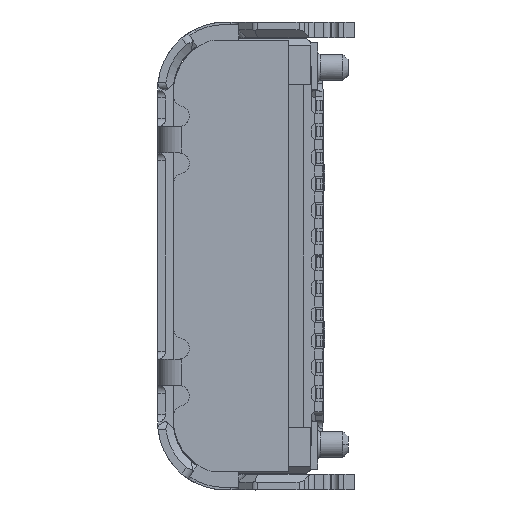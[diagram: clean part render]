
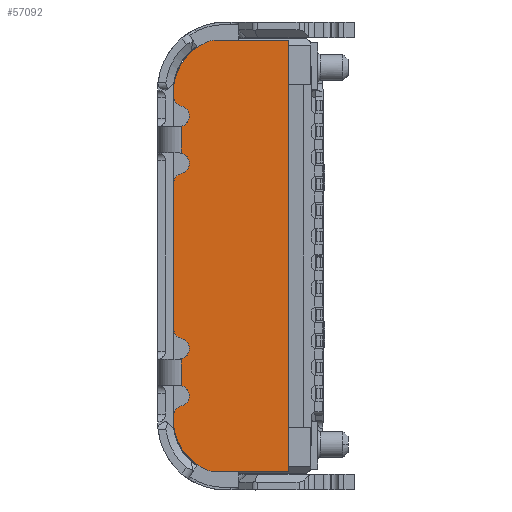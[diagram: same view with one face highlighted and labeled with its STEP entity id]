
A CAD part, front view. The second image highlights one B-rep face of the part: STEP entity #57092.
In plain terms, the highlighted planar face has unit normal (0, -1, 0).
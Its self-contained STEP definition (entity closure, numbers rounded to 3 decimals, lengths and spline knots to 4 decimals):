
#4924=DIRECTION('',(0.,0.,-1.));
#4925=VECTOR('',#4924,0.5099);
#4926=CARTESIAN_POINT('',(-0.14,6.3923,
-3.5251));
#4927=LINE('',#4926,#4925);
#20945=DIRECTION('',(0.,0.,-1.));
#20946=VECTOR('',#20945,0.5099);
#20947=CARTESIAN_POINT('',(-0.14,6.3923,
-7.9651));
#20948=LINE('',#20947,#20946);
#21019=CARTESIAN_POINT('',(-0.14,6.3923,
-7.9651));
#21220=DIRECTION('',(1.,0.,0.));
#21221=VECTOR('',#21220,1.4314);
#21222=CARTESIAN_POINT('',(0.4786,6.3923,
-10.1152));
#21223=LINE('',#21222,#21221);
#21241=DIRECTION('',(1.,0.,0.));
#21242=VECTOR('',#21241,1.4193);
#21243=CARTESIAN_POINT('',(0.4907,6.3923,
-1.88));
#21244=LINE('',#21243,#21242);
#21248=CARTESIAN_POINT('',(0.4786,6.3923,
-9.8152));
#21249=DIRECTION('',(0.,1.,0.));
#21250=DIRECTION('',(0.,0.,-1.));
#21251=AXIS2_PLACEMENT_3D('',#21248,#21249,#21250);
#21256=CARTESIAN_POINT('',(0.76,6.3923,
-9.12));
#21257=DIRECTION('',(0.,1.,0.));
#21258=DIRECTION('',(-0.375,0.,-0.927));
#21259=AXIS2_PLACEMENT_3D('',#21256,#21257,#21258);
#21264=CARTESIAN_POINT('',(-0.0842,6.3923,
-9.0573));
#21265=DIRECTION('',(0.,1.,0.));
#21266=DIRECTION('',(-1.,0.,0.));
#21267=AXIS2_PLACEMENT_3D('',#21264,#21265,#21266);
#21272=CARTESIAN_POINT('',(-0.1842,6.3923,
-8.67));
#21273=DIRECTION('',(0.,-1.,0.));
#21274=DIRECTION('',(0.25,0.,-0.968));
#21275=AXIS2_PLACEMENT_3D('',#21272,#21273,#21274);
#21280=CARTESIAN_POINT('',(-0.1842,6.3923,
-8.67));
#21281=DIRECTION('',(0.,-1.,0.));
#21282=DIRECTION('',(1.,0.,0.));
#21283=AXIS2_PLACEMENT_3D('',#21280,#21281,#21282);
#21288=CARTESIAN_POINT('',(-0.1842,6.3923,
-7.77));
#21289=DIRECTION('',(0.,-1.,0.));
#21290=DIRECTION('',(0.221,0.,-0.975));
#21291=AXIS2_PLACEMENT_3D('',#21288,#21289,#21290);
#21296=CARTESIAN_POINT('',(-0.1842,6.3923,
-7.77));
#21297=DIRECTION('',(0.,-1.,0.));
#21298=DIRECTION('',(1.,0.,0.));
#21299=AXIS2_PLACEMENT_3D('',#21296,#21297,#21298);
#21304=CARTESIAN_POINT('',(-0.0842,6.3923,
-7.3827));
#21305=DIRECTION('',(0.,1.,0.));
#21306=DIRECTION('',(-0.25,0.,-0.968));
#21307=AXIS2_PLACEMENT_3D('',#21304,#21305,#21306);
#21312=CARTESIAN_POINT('',(-0.0842,6.3923,
-4.6173));
#21313=DIRECTION('',(0.,1.,0.));
#21314=DIRECTION('',(-1.,0.,0.));
#21315=AXIS2_PLACEMENT_3D('',#21312,#21313,#21314);
#21320=CARTESIAN_POINT('',(-0.1842,6.3923,
-4.23));
#21321=DIRECTION('',(0.,-1.,0.));
#21322=DIRECTION('',(0.25,0.,-0.968));
#21323=AXIS2_PLACEMENT_3D('',#21320,#21321,#21322);
#21328=CARTESIAN_POINT('',(-0.1842,6.3923,
-4.23));
#21329=DIRECTION('',(0.,-1.,0.));
#21330=DIRECTION('',(1.,0.,0.));
#21331=AXIS2_PLACEMENT_3D('',#21328,#21329,#21330);
#21336=CARTESIAN_POINT('',(-0.1842,6.3923,
-3.33));
#21337=DIRECTION('',(0.,-1.,0.));
#21338=DIRECTION('',(0.221,0.,-0.975));
#21339=AXIS2_PLACEMENT_3D('',#21336,#21337,#21338);
#21344=CARTESIAN_POINT('',(-0.1842,6.3923,
-3.33));
#21345=DIRECTION('',(0.,-1.,0.));
#21346=DIRECTION('',(1.,0.,0.));
#21347=AXIS2_PLACEMENT_3D('',#21344,#21345,#21346);
#21352=CARTESIAN_POINT('',(-0.0842,6.3923,
-2.9427));
#21353=DIRECTION('',(0.,1.,0.));
#21354=DIRECTION('',(-0.25,0.,-0.968));
#21355=AXIS2_PLACEMENT_3D('',#21352,#21353,#21354);
#21360=CARTESIAN_POINT('',(0.76,6.3923,
-2.88));
#21361=DIRECTION('',(0.,1.,0.));
#21362=DIRECTION('',(-0.994,0.,0.105));
#21363=AXIS2_PLACEMENT_3D('',#21360,#21361,#21362);
#21368=CARTESIAN_POINT('',(0.4907,6.3923,
-2.18));
#21369=DIRECTION('',(0.,1.,0.));
#21370=DIRECTION('',(-0.359,0.,0.933));
#21371=AXIS2_PLACEMENT_3D('',#21368,#21369,#21370);
#21390=DIRECTION('',(0.,0.,1.));
#21391=VECTOR('',#21390,8.2352);
#21392=CARTESIAN_POINT('',(1.91,6.3923,
-10.1152));
#21393=LINE('',#21392,#21391);
#21425=DIRECTION('',(0.,0.,-1.));
#21426=VECTOR('',#21425,0.1732);
#21427=CARTESIAN_POINT('',(-0.2842,6.3923,
-2.7695));
#21428=LINE('',#21427,#21426);
#21446=CARTESIAN_POINT('',(-0.14,6.3923,
-3.5251));
#21598=DIRECTION('',(0.,0.,-1.));
#21599=VECTOR('',#21598,2.7654);
#21600=CARTESIAN_POINT('',(-0.2842,6.3923,
-4.6173));
#21601=LINE('',#21600,#21599);
#21661=DIRECTION('',(0.,0.,-1.));
#21662=VECTOR('',#21661,0.1732);
#21663=CARTESIAN_POINT('',(-0.2842,6.3923,
-9.0573));
#21664=LINE('',#21663,#21662);
#40404=VERTEX_POINT('',#21019);
#40405=CARTESIAN_POINT('',(-0.14,6.3923,
-8.4749));
#40406=VERTEX_POINT('',#40405);
#40416=VERTEX_POINT('',#21446);
#40417=CARTESIAN_POINT('',(-0.14,6.3923,
-4.0349));
#40418=VERTEX_POINT('',#40417);
#40462=CARTESIAN_POINT('',(0.0158,6.3923,
-8.67));
#40463=VERTEX_POINT('',#40462);
#40464=CARTESIAN_POINT('',(-0.1342,6.3923,
-8.8637));
#40465=VERTEX_POINT('',#40464);
#40502=CARTESIAN_POINT('',(0.4786,6.3923,
-10.1152));
#40503=CARTESIAN_POINT('',(1.91,6.3923,
-10.1152));
#40504=VERTEX_POINT('',#40502);
#40505=VERTEX_POINT('',#40503);
#40508=CARTESIAN_POINT('',(0.4907,6.3923,
-1.88));
#40509=CARTESIAN_POINT('',(1.91,6.3923,
-1.88));
#40510=VERTEX_POINT('',#40508);
#40511=VERTEX_POINT('',#40509);
#40512=CARTESIAN_POINT('',(0.3661,6.3923,
-10.0933));
#40513=VERTEX_POINT('',#40512);
#40514=CARTESIAN_POINT('',(-0.2842,6.3923,
-9.2305));
#40515=VERTEX_POINT('',#40514);
#40516=CARTESIAN_POINT('',(-0.2842,6.3923,
-9.0573));
#40517=VERTEX_POINT('',#40516);
#40518=CARTESIAN_POINT('',(0.0158,6.3923,
-7.77));
#40519=VERTEX_POINT('',#40518);
#40520=CARTESIAN_POINT('',(-0.1342,6.3923,
-7.5764));
#40521=VERTEX_POINT('',#40520);
#40522=CARTESIAN_POINT('',(-0.2842,6.3923,
-7.3827));
#40523=VERTEX_POINT('',#40522);
#40524=CARTESIAN_POINT('',(-0.2842,6.3923,
-4.6173));
#40525=VERTEX_POINT('',#40524);
#40526=CARTESIAN_POINT('',(-0.1342,6.3923,
-4.4237));
#40527=VERTEX_POINT('',#40526);
#40528=CARTESIAN_POINT('',(0.0158,6.3923,
-4.23));
#40529=VERTEX_POINT('',#40528);
#40530=CARTESIAN_POINT('',(0.0158,6.3923,
-3.33));
#40531=VERTEX_POINT('',#40530);
#40532=CARTESIAN_POINT('',(-0.1342,6.3923,
-3.1364));
#40533=VERTEX_POINT('',#40532);
#40534=CARTESIAN_POINT('',(-0.2842,6.3923,
-2.9427));
#40535=VERTEX_POINT('',#40534);
#40536=CARTESIAN_POINT('',(-0.2842,6.3923,
-2.7695));
#40537=VERTEX_POINT('',#40536);
#40538=CARTESIAN_POINT('',(0.383,6.3923,
-1.9));
#40539=VERTEX_POINT('',#40538);
#57042=CARTESIAN_POINT('',(-0.59,6.3923,
-9.87));
#57043=DIRECTION('',(0.,-1.,0.));
#57044=DIRECTION('',(0.,0.,1.));
#57045=AXIS2_PLACEMENT_3D('',#57042,#57043,#57044);
#57046=PLANE('',#57045);
#57048=ORIENTED_EDGE('',*,*,#57047,.T.);
#57050=ORIENTED_EDGE('',*,*,#57049,.F.);
#57051=ORIENTED_EDGE('',*,*,#57030,.F.);
#57053=ORIENTED_EDGE('',*,*,#57052,.T.);
#57055=ORIENTED_EDGE('',*,*,#57054,.T.);
#57057=ORIENTED_EDGE('',*,*,#57056,.F.);
#57059=ORIENTED_EDGE('',*,*,#57058,.T.);
#57061=ORIENTED_EDGE('',*,*,#57060,.T.);
#57063=ORIENTED_EDGE('',*,*,#57062,.T.);
#57064=ORIENTED_EDGE('',*,*,#56900,.F.);
#57065=ORIENTED_EDGE('',*,*,#56958,.T.);
#57066=ORIENTED_EDGE('',*,*,#56956,.T.);
#57068=ORIENTED_EDGE('',*,*,#57067,.T.);
#57070=ORIENTED_EDGE('',*,*,#57069,.F.);
#57072=ORIENTED_EDGE('',*,*,#57071,.T.);
#57074=ORIENTED_EDGE('',*,*,#57073,.T.);
#57076=ORIENTED_EDGE('',*,*,#57075,.T.);
#57077=ORIENTED_EDGE('',*,*,#44344,.F.);
#57079=ORIENTED_EDGE('',*,*,#57078,.T.);
#57081=ORIENTED_EDGE('',*,*,#57080,.T.);
#57083=ORIENTED_EDGE('',*,*,#57082,.T.);
#57085=ORIENTED_EDGE('',*,*,#57084,.F.);
#57087=ORIENTED_EDGE('',*,*,#57086,.T.);
#57089=ORIENTED_EDGE('',*,*,#57088,.T.);
#57090=EDGE_LOOP('',(#57048,#57050,#57051,#57053,#57055,#57057,#57059,#57061,
#57063,#57064,#57065,#57066,#57068,#57070,#57072,#57074,#57076,#57077,#57079,
#57081,#57083,#57085,#57087,#57089));
#57091=FACE_OUTER_BOUND('',#57090,.F.);
#21252=CIRCLE('',#21251,0.3);
#21260=CIRCLE('',#21259,1.05);
#21268=CIRCLE('',#21267,0.2);
#21276=CIRCLE('',#21275,0.2);
#21284=CIRCLE('',#21283,0.2);
#21292=CIRCLE('',#21291,0.2);
#21300=CIRCLE('',#21299,0.2);
#21308=CIRCLE('',#21307,0.2);
#21316=CIRCLE('',#21315,0.2);
#21324=CIRCLE('',#21323,0.2);
#21332=CIRCLE('',#21331,0.2);
#21340=CIRCLE('',#21339,0.2);
#21348=CIRCLE('',#21347,0.2);
#21356=CIRCLE('',#21355,0.2);
#21364=CIRCLE('',#21363,1.05);
#21372=CIRCLE('',#21371,0.3);
#44344=EDGE_CURVE('',#40416,#40418,#4927,.T.);
#56900=EDGE_CURVE('',#40404,#40406,#20948,.T.);
#56956=EDGE_CURVE('',#40519,#40521,#21300,.T.);
#56958=EDGE_CURVE('',#40404,#40519,#21292,.T.);
#57030=EDGE_CURVE('',#40504,#40505,#21223,.T.);
#57047=EDGE_CURVE('',#40510,#40511,#21244,.T.);
#57049=EDGE_CURVE('',#40505,#40511,#21393,.T.);
#57052=EDGE_CURVE('',#40504,#40513,#21252,.T.);
#57054=EDGE_CURVE('',#40513,#40515,#21260,.T.);
#57056=EDGE_CURVE('',#40517,#40515,#21664,.T.);
#57058=EDGE_CURVE('',#40517,#40465,#21268,.T.);
#57060=EDGE_CURVE('',#40465,#40463,#21276,.T.);
#57062=EDGE_CURVE('',#40463,#40406,#21284,.T.);
#57067=EDGE_CURVE('',#40521,#40523,#21308,.T.);
#57069=EDGE_CURVE('',#40525,#40523,#21601,.T.);
#57071=EDGE_CURVE('',#40525,#40527,#21316,.T.);
#57073=EDGE_CURVE('',#40527,#40529,#21324,.T.);
#57075=EDGE_CURVE('',#40529,#40418,#21332,.T.);
#57078=EDGE_CURVE('',#40416,#40531,#21340,.T.);
#57080=EDGE_CURVE('',#40531,#40533,#21348,.T.);
#57082=EDGE_CURVE('',#40533,#40535,#21356,.T.);
#57084=EDGE_CURVE('',#40537,#40535,#21428,.T.);
#57086=EDGE_CURVE('',#40537,#40539,#21364,.T.);
#57088=EDGE_CURVE('',#40539,#40510,#21372,.T.);
#57092=ADVANCED_FACE('',(#57091),#57046,.T.);
